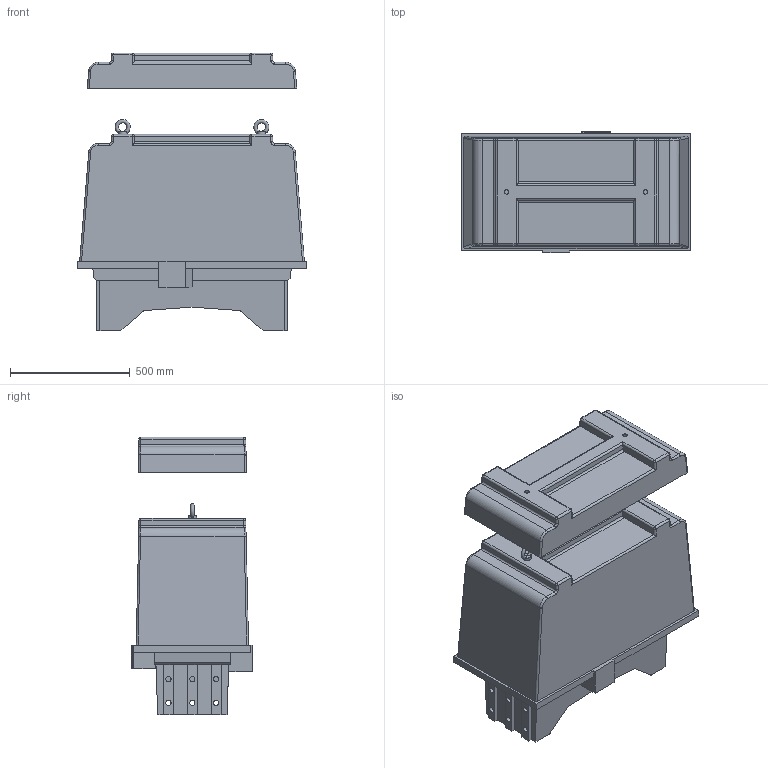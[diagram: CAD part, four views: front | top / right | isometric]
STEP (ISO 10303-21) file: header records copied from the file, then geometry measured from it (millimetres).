
FILE_DESCRIPTION(/* description */ (''),/* implementation_level */ '2;1');
FILE_NAME(/* name */ 'MS10-50HZ',/* time_stamp */ '2020-10-01T12:47:25+02:00',/* author */ (''),/* organization */ (''),/* preprocessor_version */ 'ST-DEVELOPER v16.5',/* originating_system */ 'HiCAD 2019 2402.2 Build 521',/* authorisation */ '');
FILE_SCHEMA (('AUTOMOTIVE_DESIGN { 1 0 10303 214 1 1 1 1 }'));
Length unit declared in the file: millimetre
Products named in the file (13): Root; Hauptbaugruppe_Baugruppe; MS 10_Baugruppe; 0054488_MAGNETANTRIEB; MS10_Baugruppe; KLEMMKAST-DECKEL; Normteilgruppe_0; M16 DIN 580_Schrauben Verschiedener Formen_0; HAUBE; WANNE; SP 25Hz; HAUBENAUSBAUMAß
Assembly tree (12 placements, depth 7):
  Root
    Hauptbaugruppe_Baugruppe
      MS 10_Baugruppe
        0054488_MAGNETANTRIEB
          MS10_Baugruppe
            KLEMMKAST-DECKEL
            Normteilgruppe_0
              M16 DIN 580_Schrauben Verschiedener Formen_0
              M16 DIN 580_Schrauben Verschiedener Formen_0
            HAUBE
            WANNE
            SP 25Hz
          HAUBENAUSBAUMAß
Bounding box: 960 x 507 x 1162 mm (x, y, z)
Volume: 88533436.6 mm3; surface area: 6490716.1 mm2
Topology: 7 solids, 8 shells, 296 faces, 746 edges, 454 vertices
Faces by surface type: plane 150, cylinder 105, sphere 17, bspline 16, cone 6, torus 2
Full cylindrical faces by diameter (mm): 2 x1, 16 x2, 18 x4, 22 x12, 35 x2
Entity records: 20318 total; most frequent: CARTESIAN_POINT 6976, PRESENTATION_STYLE_ASSIGNMENT 1372, DRAUGHTING_PRE_DEFINED_CURVE_FONT 1364, CURVE_STYLE 1364, OVER_RIDING_STYLED_ITEM 1364, ORIENTED_EDGE 1364, DIRECTION 1362, COLOUR_RGB 1046
